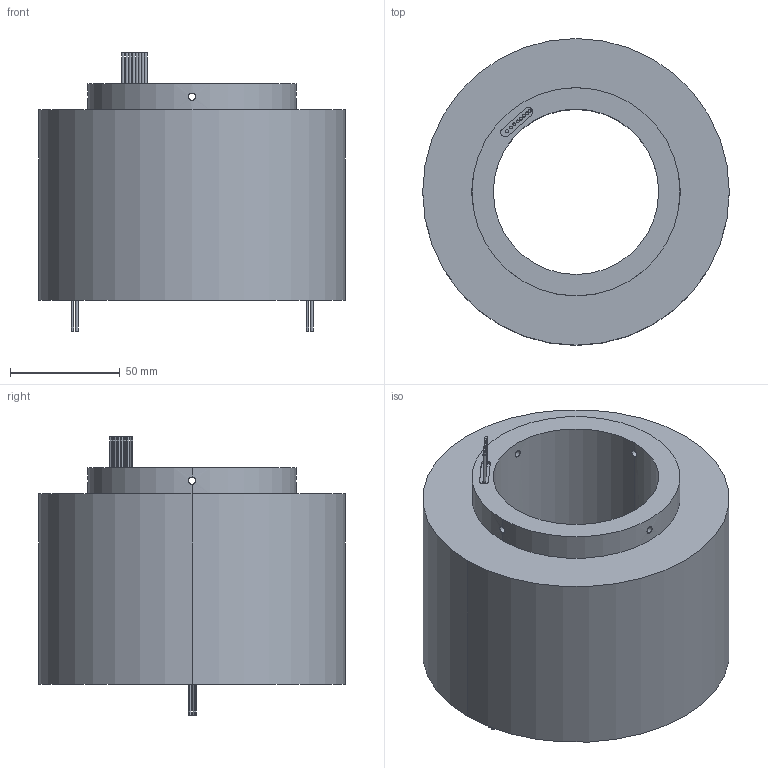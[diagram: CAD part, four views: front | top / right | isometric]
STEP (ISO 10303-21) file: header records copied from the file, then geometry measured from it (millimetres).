
FILE_DESCRIPTION (( 'STEP AP203' ), '1' );
FILE_NAME ('RX10103004.STEP', '2021-02-04T03:56:37', ( 'admin321' ), ( '' ), 'SwSTEP 2.0', 'SolidWorks 2014', '' );
FILE_SCHEMA (( 'CONFIG_CONTROL_DESIGN' ));
Length unit declared in the file: millimetre
Products named in the file (1): RX10103004
Bounding box: 140 x 140 x 127 mm (x, y, z)
Volume: 980450.6 mm3; surface area: 89178.1 mm2
Topology: 1 solids, 1 shells, 93 faces, 209 edges, 130 vertices
Faces by surface type: cylinder 61, plane 24, cone 8
Entity records: 3046 total; most frequent: CARTESIAN_POINT 841, DIRECTION 479, ORIENTED_EDGE 402, EDGE_CURVE 201, AXIS2_PLACEMENT_3D 200, VERTEX_POINT 130, EDGE_LOOP 123, CIRCLE 106
